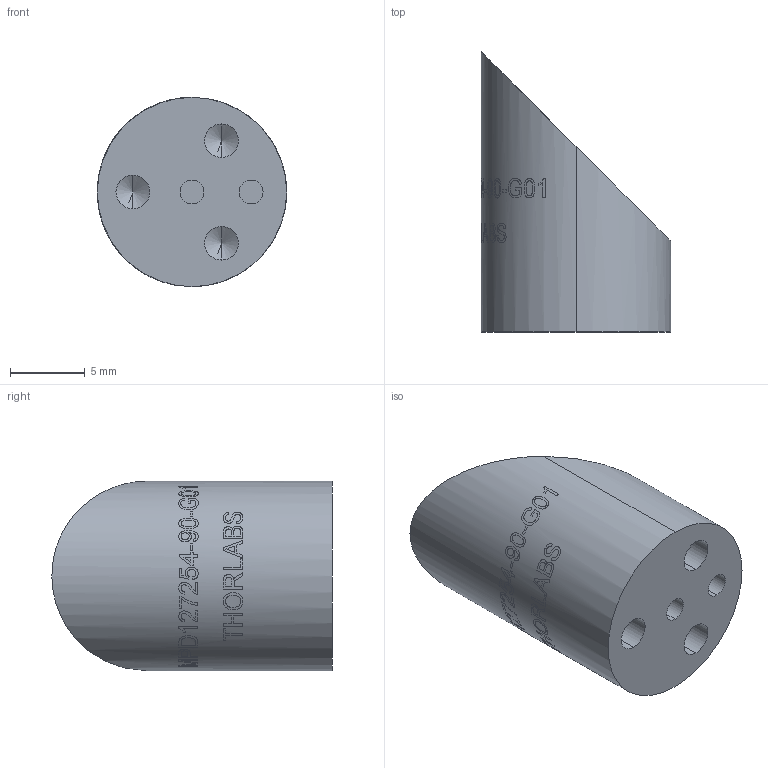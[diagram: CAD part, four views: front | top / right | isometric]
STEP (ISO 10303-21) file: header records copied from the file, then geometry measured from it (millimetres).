
FILE_DESCRIPTION (( 'STEP AP203' ), '1' );
FILE_NAME ('24694-E0W.STEP', '2013-02-22T21:40:18', ( 'Admin' ), ( '' ), 'SwSTEP 2.0', 'SolidWorks 2012', '' );
FILE_SCHEMA (( 'CONFIG_CONTROL_DESIGN' ));
Length unit declared in the file: millimetre
Products named in the file (1): 24694-E0W
Bounding box: 12.7 x 18.8 x 12.7 mm (x, y, z)
Volume: 1490.2 mm3; surface area: 917.8 mm2
Topology: 1 solids, 1 shells, 58 faces, 330 edges, 308 vertices
Faces by surface type: cylinder 47, cone 6, plane 3, bspline 2
Entity records: 5939 total; most frequent: CARTESIAN_POINT 3354, ORIENTED_EDGE 648, DIRECTION 370, EDGE_CURVE 324, VERTEX_POINT 308, B_SPLINE_CURVE_WITH_KNOTS 161, AXIS2_PLACEMENT_3D 150, EDGE_LOOP 98
